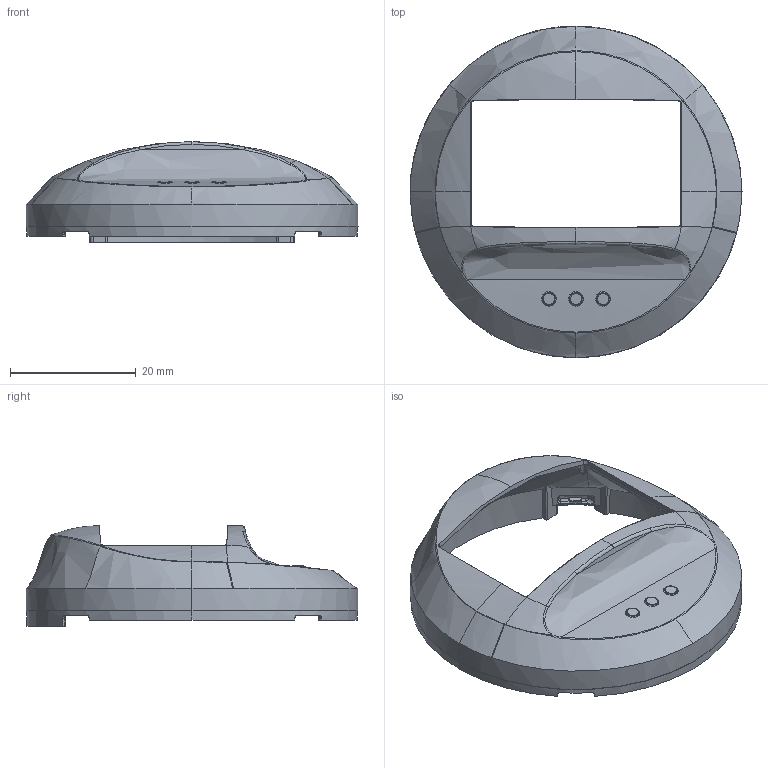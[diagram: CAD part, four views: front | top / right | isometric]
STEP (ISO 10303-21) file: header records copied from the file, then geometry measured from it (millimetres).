
FILE_DESCRIPTION(('CATIA V5 STEP Exchange','CAx-IF Rec.Pracs.--- Model Styling and Organization---1.5--- 2016-08-15','CAx-IF Rec.Pracs.---Supplemental Geometry---1.0---2011-11-01','CAx-IF Rec.Pracs.--- Composite Materials ---1.1---2010-07-15'),'2;1');
FILE_NAME('CB0050 _AllCATPart.stp','2024-02-14T09:17:19+00:00',('none'),('none'),'CATIA Version 5-6 Release 2020 SP3','CATIA V5 STEP AP214 v2','none');
FILE_SCHEMA(('AUTOMOTIVE_DESIGN { 1 0 10303 214 1 1 1 1 }'));
Products named in the file (1): CB0050 _AllCATPart
Bounding box: 52.74 x 52.73 x 16.04 mm (x, y, z)
Volume: 3529 mm3; surface area: 5885.4 mm2
Topology: 1 solids, 1 shells, 1503 faces, 4314 edges, 2834 vertices
Faces by surface type: plane 1168, bspline 208, cylinder 85, extrusion 23, cone 17, sphere 2
Entity records: 65526 total; most frequent: CARTESIAN_POINT 32821, ORIENTED_EDGE 8616, EDGE_CURVE 4308, DIRECTION 3890, B_SPLINE_CURVE_WITH_KNOTS 2926, VERTEX_POINT 2834, EDGE_LOOP 1532, ADVANCED_FACE 1503
